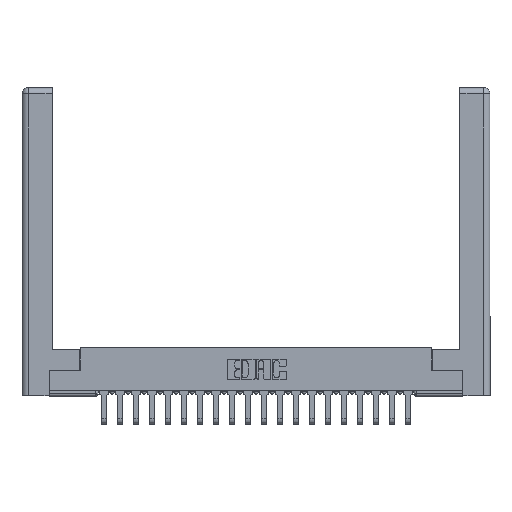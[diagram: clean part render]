
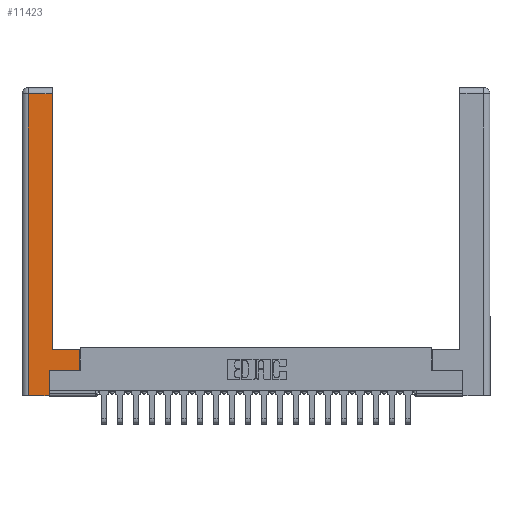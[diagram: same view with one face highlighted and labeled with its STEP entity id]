
A CAD part, top view. The second image highlights one B-rep face of the part: STEP entity #11423.
In plain terms, the highlighted planar face has unit normal (0, 0, 1).
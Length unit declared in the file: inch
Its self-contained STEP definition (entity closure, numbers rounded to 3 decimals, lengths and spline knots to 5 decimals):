
#282 = VERTEX_POINT ( 'NONE', #5778 ) ;
#284 = ORIENTED_EDGE ( 'NONE', *, *, #2946, .T. ) ;
#339 = DIRECTION ( 'NONE',  ( -1., 0., 0. ) ) ;
#500 = LINE ( 'NONE', #3165, #13581 ) ;
#645 = EDGE_CURVE ( 'NONE', #1961, #7371, #500, .T. ) ;
#1149 = DIRECTION ( 'NONE',  ( 0., 0., -1. ) ) ;
#1876 = DIRECTION ( 'NONE',  ( 0., 1., 0. ) ) ;
#1961 = VERTEX_POINT ( 'NONE', #21590 ) ;
#2239 = ORIENTED_EDGE ( 'NONE', *, *, #7292, .T. ) ;
#2946 = EDGE_CURVE ( 'NONE', #16100, #16322, #14344, .T. ) ;
#2972 = CARTESIAN_POINT ( 'NONE',  ( 0., 0., 0. ) ) ;
#3148 = VERTEX_POINT ( 'NONE', #16389 ) ;
#3165 = CARTESIAN_POINT ( 'NONE',  ( 0.265, 0.245, 0. ) ) ;
#4293 = VECTOR ( 'NONE', #1876, 39.37008 ) ;
#4495 = ORIENTED_EDGE ( 'NONE', *, *, #22444, .T. ) ;
#5684 = VECTOR ( 'NONE', #14163, 39.37008 ) ;
#5778 = CARTESIAN_POINT ( 'NONE',  ( 0.0615, 0., 0. ) ) ;
#6259 = PLANE ( 'NONE',  #8758 ) ;
#6289 = VECTOR ( 'NONE', #9867, 39.37008 ) ;
#6555 = LINE ( 'NONE', #14373, #21834 ) ;
#6759 = ORIENTED_EDGE ( 'NONE', *, *, #11192, .T. ) ;
#7292 = EDGE_CURVE ( 'NONE', #7371, #13881, #13124, .T. ) ;
#7371 = VERTEX_POINT ( 'NONE', #7702 ) ;
#7702 = CARTESIAN_POINT ( 'NONE',  ( 0.265, 0.245, 0. ) ) ;
#7869 = LINE ( 'NONE', #19133, #4293 ) ;
#7871 = LINE ( 'NONE', #15839, #5684 ) ;
#8679 = DIRECTION ( 'NONE',  ( 0., 1., 0. ) ) ;
#8758 = AXIS2_PLACEMENT_3D ( 'NONE', #2972, #1149, #9746 ) ;
#8985 = VECTOR ( 'NONE', #11891, 39.37008 ) ;
#9514 = DIRECTION ( 'NONE',  ( 1., 0., 0. ) ) ;
#9592 = VERTEX_POINT ( 'NONE', #11431 ) ;
#9746 = DIRECTION ( 'NONE',  ( -1., 0., 0. ) ) ;
#9867 = DIRECTION ( 'NONE',  ( -1., 0., 0. ) ) ;
#10355 = EDGE_CURVE ( 'NONE', #16322, #3148, #17239, .T. ) ;
#10600 = CARTESIAN_POINT ( 'NONE',  ( 0.0615, 0., 0. ) ) ;
#11031 = VECTOR ( 'NONE', #8679, 39.37008 ) ;
#11168 = LINE ( 'NONE', #10600, #8985 ) ;
#11192 = EDGE_CURVE ( 'NONE', #9592, #16100, #6555, .T. ) ;
#11423 = ADVANCED_FACE ( 'NONE', ( #18862 ), #6259, .F. ) ;
#11431 = CARTESIAN_POINT ( 'NONE',  ( 0.565, 0.45, 0. ) ) ;
#11891 = DIRECTION ( 'NONE',  ( 0., -1., 0. ) ) ;
#13124 = LINE ( 'NONE', #16338, #19427 ) ;
#13305 = CARTESIAN_POINT ( 'NONE',  ( 0.295, 0.45, 0. ) ) ;
#13581 = VECTOR ( 'NONE', #20653, 39.37008 ) ;
#13625 = ORIENTED_EDGE ( 'NONE', *, *, #645, .T. ) ;
#13881 = VERTEX_POINT ( 'NONE', #19564 ) ;
#14163 = DIRECTION ( 'NONE',  ( 1., 0., 0. ) ) ;
#14231 = ORIENTED_EDGE ( 'NONE', *, *, #21745, .T. ) ;
#14344 = LINE ( 'NONE', #17562, #11031 ) ;
#14373 = CARTESIAN_POINT ( 'NONE',  ( 0.295, 0.45, 0. ) ) ;
#15508 = EDGE_LOOP ( 'NONE', ( #284, #16666, #15742, #4495, #13625, #2239, #14231, #6759 ) ) ;
#15742 = ORIENTED_EDGE ( 'NONE', *, *, #20986, .T. ) ;
#15839 = CARTESIAN_POINT ( 'NONE',  ( 0.265, 0., 0. ) ) ;
#15980 = CARTESIAN_POINT ( 'NONE',  ( 0.295, 2.94, 0. ) ) ;
#16100 = VERTEX_POINT ( 'NONE', #13305 ) ;
#16322 = VERTEX_POINT ( 'NONE', #15980 ) ;
#16338 = CARTESIAN_POINT ( 'NONE',  ( 0.565, 0.245, 0. ) ) ;
#16389 = CARTESIAN_POINT ( 'NONE',  ( 0.0615, 2.94, 0. ) ) ;
#16666 = ORIENTED_EDGE ( 'NONE', *, *, #10355, .T. ) ;
#17007 = CARTESIAN_POINT ( 'NONE',  ( 0.0615, 2.94, 0. ) ) ;
#17239 = LINE ( 'NONE', #17007, #6289 ) ;
#17562 = CARTESIAN_POINT ( 'NONE',  ( 0.295, 3., 0. ) ) ;
#18862 = FACE_OUTER_BOUND ( 'NONE', #15508, .T. ) ;
#19133 = CARTESIAN_POINT ( 'NONE',  ( 0.565, 0.45, 0. ) ) ;
#19427 = VECTOR ( 'NONE', #9514, 39.37008 ) ;
#19564 = CARTESIAN_POINT ( 'NONE',  ( 0.565, 0.245, 0. ) ) ;
#20653 = DIRECTION ( 'NONE',  ( 0., 1., 0. ) ) ;
#20986 = EDGE_CURVE ( 'NONE', #3148, #282, #11168, .T. ) ;
#21590 = CARTESIAN_POINT ( 'NONE',  ( 0.265, 0., 0. ) ) ;
#21745 = EDGE_CURVE ( 'NONE', #13881, #9592, #7869, .T. ) ;
#21834 = VECTOR ( 'NONE', #339, 39.37008 ) ;
#22444 = EDGE_CURVE ( 'NONE', #282, #1961, #7871, .T. ) ;
